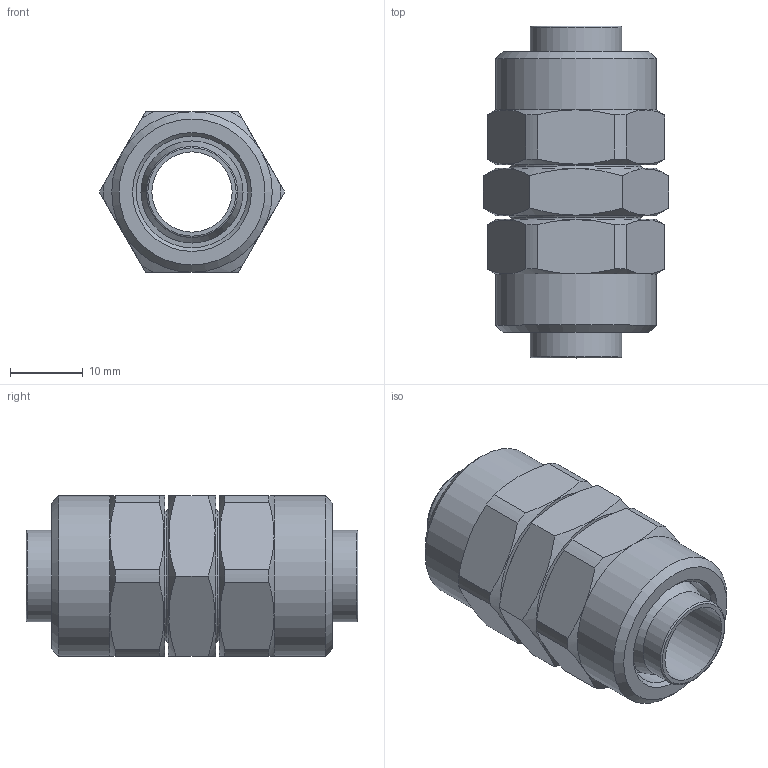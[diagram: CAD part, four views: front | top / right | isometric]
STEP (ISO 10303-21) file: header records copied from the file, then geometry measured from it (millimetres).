
FILE_DESCRIPTION( ( 'STEP AP214' ), '1' );
FILE_NAME( '02040080.stp', '2021-04-19T12:54:25', ( 'License CC BY-ND 4.0' ), ( 'CADENAS' ), ' ', 'PARTsolutions', ' ' );
FILE_SCHEMA( ( 'AUTOMOTIVE_DESIGN { 1 0 10303 214 1 1 1 1 }' ) );
Length unit declared in the file: millimetre
Products named in the file (1): NONE
Bounding box: 25.4 x 45.5 x 22 mm (x, y, z)
Volume: 11385.7 mm3; surface area: 6351.5 mm2
Topology: 1 solids, 1 shells, 77 faces, 181 edges, 114 vertices
Faces by surface type: plane 28, cylinder 23, cone 22, torus 4
Full cylindrical faces by diameter (mm): 11 x1, 12.5 x2, 14 x2, 15.3 x2, 17.9 x2, 22 x2
Entity records: 2872 total; most frequent: CARTESIAN_POINT 632, DIRECTION 322, ORIENTED_EDGE 308, EDGE_CURVE 154, AXIS2_PLACEMENT_3D 146, EDGE_LOOP 112, VERTEX_POINT 112, FACE_OUTER_BOUND 92
